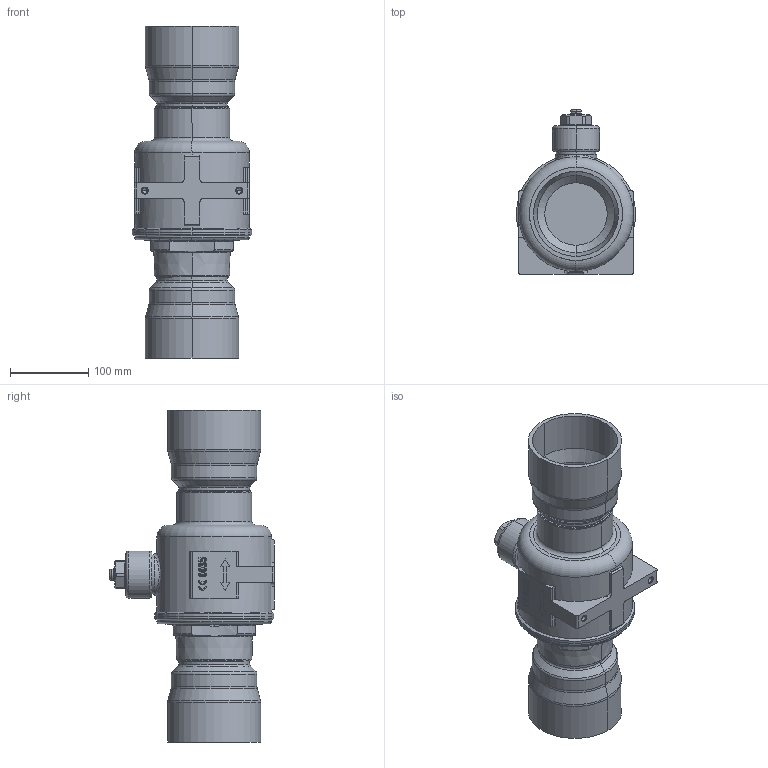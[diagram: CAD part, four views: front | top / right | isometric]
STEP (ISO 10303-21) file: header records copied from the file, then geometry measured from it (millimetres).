
FILE_DESCRIPTION((''),'2;1');
FILE_NAME('601017913-DOLU_ASM','2022-02-22T14:21:51',('kasimkaratas'),(''),'CREO PARAMETRIC BY PTC INC, 2021304','CREO PARAMETRIC BY PTC INC, 2021304','');
FILE_SCHEMA(('CONFIG_CONTROL_DESIGN'));
Length unit declared in the file: millimetre
Products named in the file (7): 610607144-DOLU; 610601113-DOLU; 610601025-DOLU; 612502017; 610617017_AF2; 610617017_AF3; 601017913-DOLU_ASM
Assembly tree (7 placements, depth 2):
  601017913-DOLU_ASM
    610607144-DOLU
    610601113-DOLU
    610601025-DOLU
    612502017  x2
    610617017_AF2
    610617017_AF3
Bounding box: 152 x 209.6 x 423 mm (x, y, z)
Volume: 3673963.7 mm3; surface area: 368787.2 mm2
Topology: 7 solids, 10 shells, 392 faces, 983 edges, 620 vertices
Faces by surface type: plane 112, cylinder 109, extrusion 71, torus 44, cone 42, bspline 14
Entity records: 14040 total; most frequent: CARTESIAN_POINT 5395, ORIENTED_EDGE 1826, DIRECTION 1633, EDGE_CURVE 919, AXIS2_PLACEMENT_3D 591, VERTEX_POINT 588, VECTOR 451, EDGE_LOOP 385
